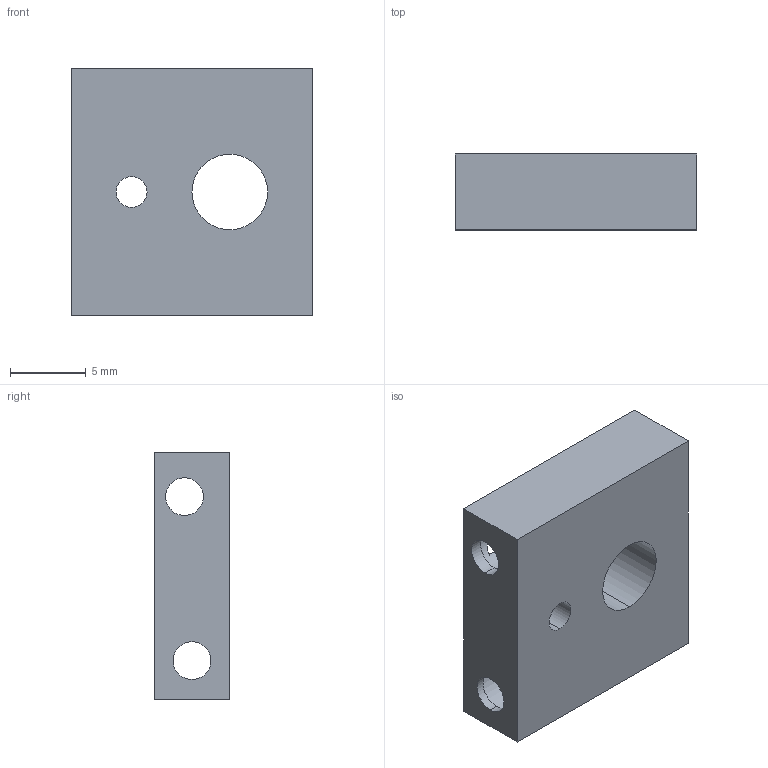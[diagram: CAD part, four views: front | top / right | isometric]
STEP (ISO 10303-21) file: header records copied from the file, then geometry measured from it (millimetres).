
FILE_DESCRIPTION (( 'STEP AP203' ), '1' );
FILE_NAME ('2101-C.STEP', '2015-11-23T18:15:31', ( '' ), ( '' ), 'SwSTEP 2.0', 'SolidWorks 2015', '' );
FILE_SCHEMA (( 'CONFIG_CONTROL_DESIGN' ));
Length unit declared in the file: millimetre
Products named in the file (1): 2101-C
Bounding box: 16 x 5 x 16.4 mm (x, y, z)
Volume: 833.1 mm3; surface area: 1240.7 mm2
Topology: 1 solids, 1 shells, 39 faces, 98 edges, 60 vertices
Faces by surface type: cylinder 18, plane 11, cone 10
Entity records: 1293 total; most frequent: CARTESIAN_POINT 234, DIRECTION 214, ORIENTED_EDGE 196, EDGE_CURVE 98, AXIS2_PLACEMENT_3D 80, VERTEX_POINT 60, LINE 54, VECTOR 54
